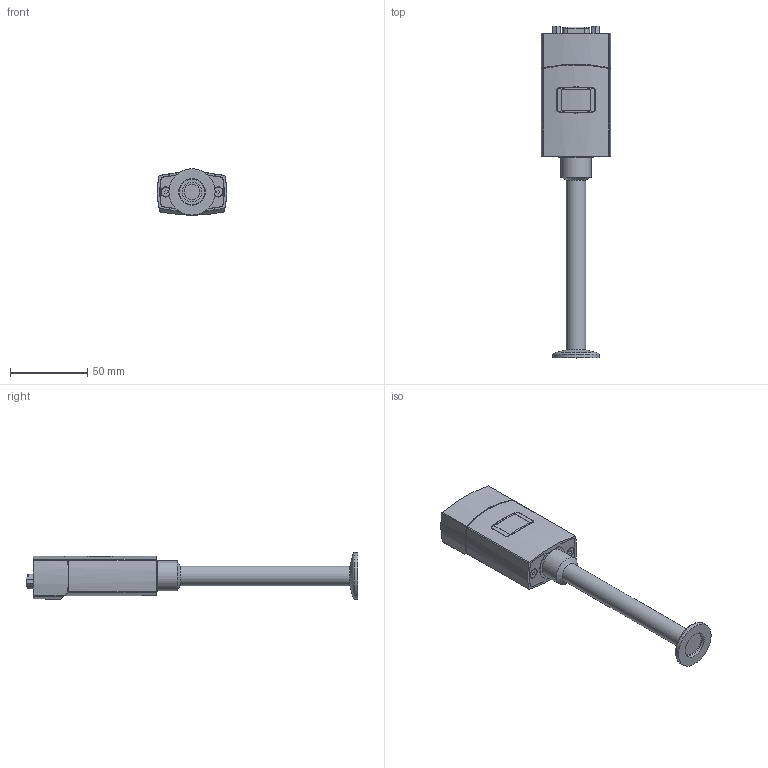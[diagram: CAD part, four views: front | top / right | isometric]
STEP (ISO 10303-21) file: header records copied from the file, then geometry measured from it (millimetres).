
FILE_DESCRIPTION(/* description */ (''),/* implementation_level */ '2;1');
FILE_NAME(/* name */ 'MPCG55x_9DSub_16K_long.stp',/* time_stamp */ '2014-04-24T14:33:47+02:00',/* author */ ('BEM'),/* organization */ (''),/* preprocessor_version */ 'ST-DEVELOPER v15.2',/* originating_system */ 'Autodesk Inventor 2014',/* authorisation */ '');
FILE_SCHEMA (('AUTOMOTIVE_DESIGN { 1 0 10303 214 3 1 1 }'));
Length unit declared in the file: millimetre
Products named in the file (1): Bauteil5
Bounding box: 45 x 215.3 x 30.1 mm (x, y, z)
Volume: 42206.1 mm3; surface area: 55248.6 mm2
Topology: 3 solids, 4 shells, 1265 faces, 3495 edges, 2281 vertices
Faces by surface type: plane 707, cylinder 376, bspline 103, cone 47, torus 23, sphere 9
Full cylindrical faces by diameter (mm): 0.9 x18, 1.1 x2, 1.3 x3, 2.156 x2, 2.4 x1, 2.6 x5, 2.8 x3, 2.845 x2, 2.9 x3, 3 x5, 3.2 x7, 3.4 x3, 3.6 x2, 3.8 x2, 4 x2, 4.2 x4, 6 x2, 10.2 x1, 10.5 x1, 12.7 x2, 16 x1, 17.2 x1, 18 x1, 19 x1, 19.5 x1, 30 x1
Entity records: 42301 total; most frequent: CARTESIAN_POINT 9847, ORIENTED_EDGE 6700, DIRECTION 6070, EDGE_CURVE 3346, VERTEX_POINT 2247, LINE 2122, VECTOR 2122, AXIS2_PLACEMENT_3D 1974
